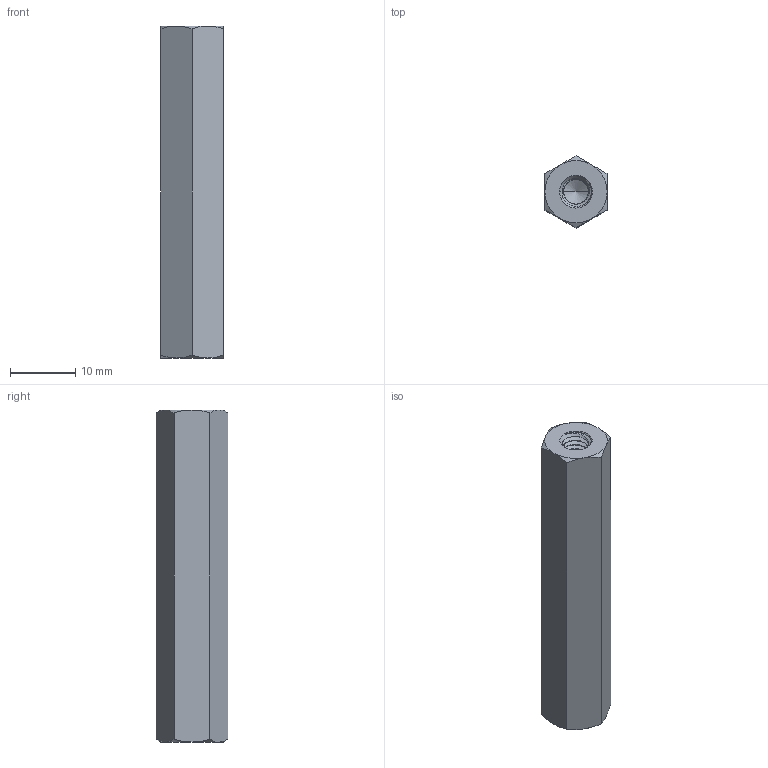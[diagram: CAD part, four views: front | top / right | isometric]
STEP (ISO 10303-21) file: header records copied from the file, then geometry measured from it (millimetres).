
FILE_DESCRIPTION (( 'STEP AP203' ), '1' );
FILE_NAME ('90268A213_18-8 Stainless Steel Coupling Nut.STEP', '2021-10-08T19:42:51', ( 'Administrator' ), ( 'Managed by Terraform' ), 'SwSTEP 2.0', 'SolidWorks 2017', '' );
FILE_SCHEMA (( 'CONFIG_CONTROL_DESIGN' ));
Length unit declared in the file: inch
Products named in the file (1): 90268A213_18-8 Stainless Steel Coupling Nut
Bounding box: 9.53 x 11 x 50.8 mm (x, y, z)
Volume: 3598.8 mm3; surface area: 2426.9 mm2
Topology: 1 solids, 1 shells, 101 faces, 283 edges, 182 vertices
Faces by surface type: cylinder 65, cone 22, plane 8, bspline 6
Entity records: 8426 total; most frequent: CARTESIAN_POINT 6271, ORIENTED_EDGE 558, DIRECTION 311, EDGE_CURVE 279, VERTEX_POINT 182, AXIS2_PLACEMENT_3D 116, EDGE_LOOP 103, FACE_OUTER_BOUND 101
